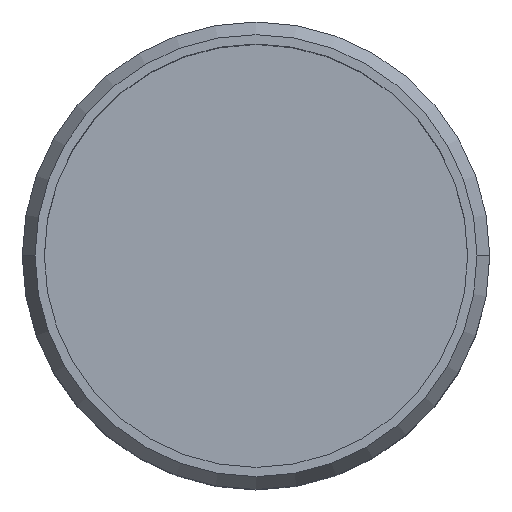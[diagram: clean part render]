
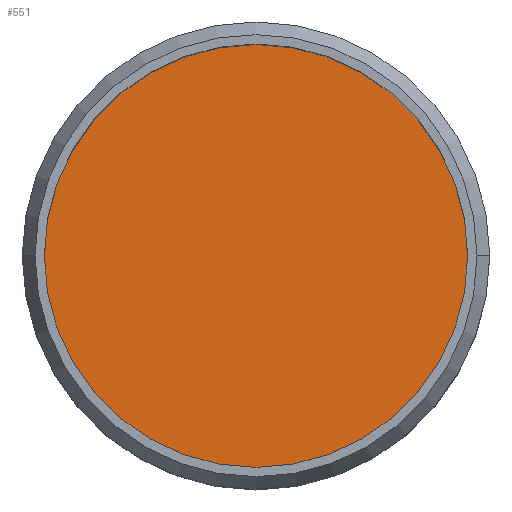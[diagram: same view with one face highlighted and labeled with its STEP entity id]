
A CAD part, top view. The second image highlights one B-rep face of the part: STEP entity #551.
In plain terms, the highlighted planar face has unit normal (0, 0, 1).
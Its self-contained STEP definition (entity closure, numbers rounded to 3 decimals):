
#3 = CARTESIAN_POINT ( 'NONE',  ( 19.2, 0., 2. ) ) ;
#47 = EDGE_CURVE ( 'NONE', #151, #955, #553, .T. ) ;
#82 = EDGE_CURVE ( 'NONE', #955, #151, #941, .T. ) ;
#136 = CARTESIAN_POINT ( 'NONE',  ( -19.2, 0., 2. ) ) ;
#151 = VERTEX_POINT ( 'NONE', #3 ) ;
#160 = CARTESIAN_POINT ( 'NONE',  ( 0., 0., 2. ) ) ;
#266 = ORIENTED_EDGE ( 'NONE', *, *, #47, .T. ) ;
#327 = DIRECTION ( 'NONE',  ( 0., 0., 1. ) ) ;
#364 = DIRECTION ( 'NONE',  ( 1., 0., 0. ) ) ;
#371 = ORIENTED_EDGE ( 'NONE', *, *, #82, .T. ) ;
#541 = DIRECTION ( 'NONE',  ( 1., 0., 0. ) ) ;
#546 = CARTESIAN_POINT ( 'NONE',  ( 0., 0., 2. ) ) ;
#551 = ADVANCED_FACE ( 'NONE', ( #718 ), #573, .T. ) ;
#553 = CIRCLE ( 'NONE', #997, 19.2 ) ;
#573 = PLANE ( 'NONE',  #813 ) ;
#641 = AXIS2_PLACEMENT_3D ( 'NONE', #546, #662, #364 ) ;
#662 = DIRECTION ( 'NONE',  ( 0., 0., 1. ) ) ;
#683 = EDGE_LOOP ( 'NONE', ( #371, #266 ) ) ;
#684 = DIRECTION ( 'NONE',  ( 1., 0., 0. ) ) ;
#718 = FACE_OUTER_BOUND ( 'NONE', #683, .T. ) ;
#738 = CARTESIAN_POINT ( 'NONE',  ( 0., 0., 2. ) ) ;
#813 = AXIS2_PLACEMENT_3D ( 'NONE', #160, #327, #684 ) ;
#941 = CIRCLE ( 'NONE', #641, 19.2 ) ;
#955 = VERTEX_POINT ( 'NONE', #136 ) ;
#997 = AXIS2_PLACEMENT_3D ( 'NONE', #738, #1087, #541 ) ;
#1087 = DIRECTION ( 'NONE',  ( 0., 0., 1. ) ) ;
